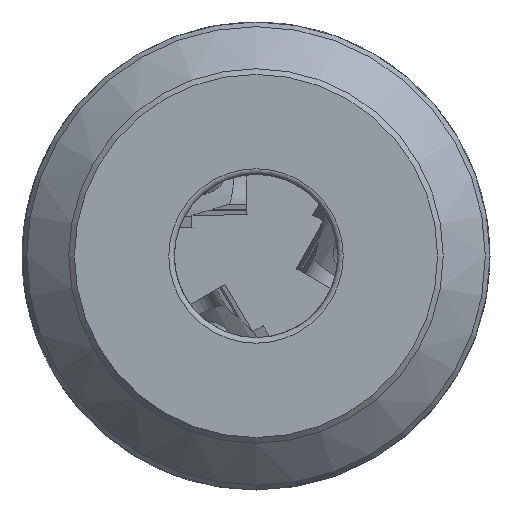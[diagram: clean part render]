
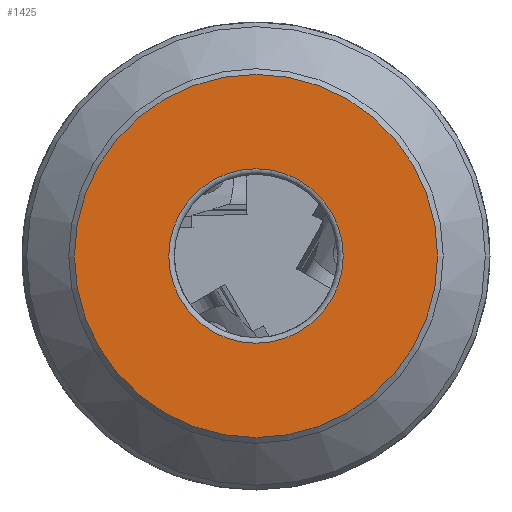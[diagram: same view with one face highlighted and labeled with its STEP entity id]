
A CAD part, left-side view. The second image highlights one B-rep face of the part: STEP entity #1425.
In plain terms, the highlighted planar face has unit normal (-1, 0, 0).
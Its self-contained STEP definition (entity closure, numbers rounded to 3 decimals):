
#42 = EDGE_LOOP ( 'NONE', ( #157 ) ) ;
#64 = CARTESIAN_POINT ( 'NONE',  ( -0.4, 0., 0. ) ) ;
#92 = DIRECTION ( 'NONE',  ( 0., -1., 0. ) ) ;
#157 = ORIENTED_EDGE ( 'NONE', *, *, #170, .T. ) ;
#170 = EDGE_CURVE ( 'NONE', #2231, #2231, #2679, .T. ) ;
#237 = AXIS2_PLACEMENT_3D ( 'NONE', #2187, #829, #2394 ) ;
#301 = EDGE_LOOP ( 'NONE', ( #886 ) ) ;
#304 = AXIS2_PLACEMENT_3D ( 'NONE', #2768, #1427, #92 ) ;
#829 = DIRECTION ( 'NONE',  ( -1., 0., 0. ) ) ;
#886 = ORIENTED_EDGE ( 'NONE', *, *, #2438, .F. ) ;
#1019 = DIRECTION ( 'NONE',  ( 0., -1., 0. ) ) ;
#1123 = AXIS2_PLACEMENT_3D ( 'NONE', #64, #2813, #1019 ) ;
#1134 = FACE_BOUND ( 'NONE', #301, .T. ) ;
#1182 = CIRCLE ( 'NONE', #237, 4.66 ) ;
#1425 = ADVANCED_FACE ( 'NONE', ( #1817, #1134 ), #1872, .T. ) ;
#1427 = DIRECTION ( 'NONE',  ( -1., 0., 0. ) ) ;
#1533 = CARTESIAN_POINT ( 'NONE',  ( -0.4, -4.66, 0. ) ) ;
#1817 = FACE_OUTER_BOUND ( 'NONE', #42, .T. ) ;
#1872 = PLANE ( 'NONE',  #304 ) ;
#2030 = VERTEX_POINT ( 'NONE', #1533 ) ;
#2187 = CARTESIAN_POINT ( 'NONE',  ( -0.4, 0., 0. ) ) ;
#2195 = CARTESIAN_POINT ( 'NONE',  ( -0.4, -9.7, 0. ) ) ;
#2231 = VERTEX_POINT ( 'NONE', #2195 ) ;
#2394 = DIRECTION ( 'NONE',  ( 0., -1., 0. ) ) ;
#2438 = EDGE_CURVE ( 'NONE', #2030, #2030, #1182, .T. ) ;
#2679 = CIRCLE ( 'NONE', #1123, 9.7 ) ;
#2768 = CARTESIAN_POINT ( 'NONE',  ( -0.4, -4.66, 0. ) ) ;
#2813 = DIRECTION ( 'NONE',  ( -1., 0., 0. ) ) ;
